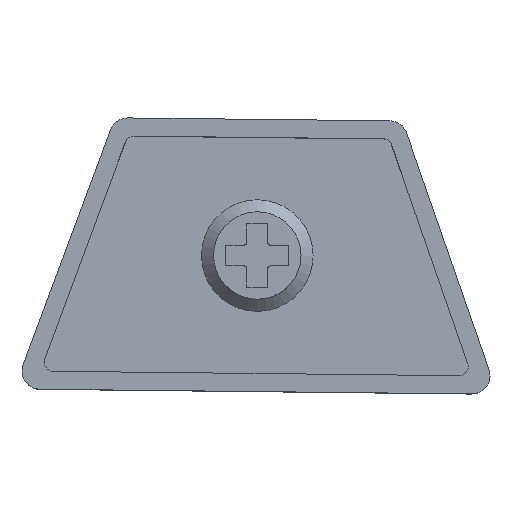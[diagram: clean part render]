
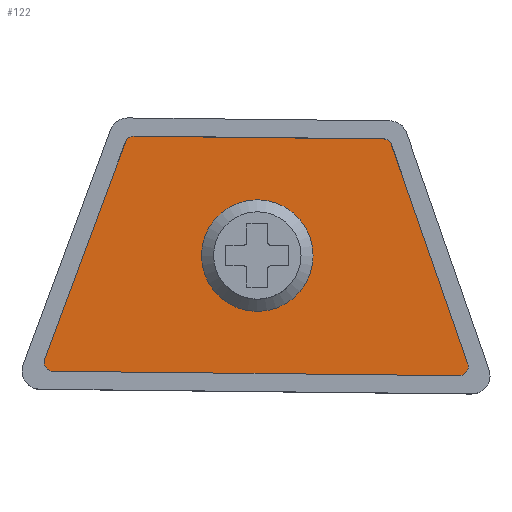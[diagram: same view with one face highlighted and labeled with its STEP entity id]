
A CAD part, top view. The second image highlights one B-rep face of the part: STEP entity #122.
In plain terms, the highlighted planar face has unit normal (0, 0, 1).
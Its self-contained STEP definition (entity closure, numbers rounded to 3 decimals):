
#27=CARTESIAN_POINT('',(-0.001,-23.998,18.8));
#28=DIRECTION('',(0.,0.,1.));
#29=DIRECTION('',(1.,-0.011,0.));
#30=AXIS2_PLACEMENT_3D('',#27,#28,#29);
#31=PLANE('',#30);
#32=CARTESIAN_POINT('',(13.377,-31.969,18.8));
#33=VERTEX_POINT('',#32);
#34=CARTESIAN_POINT('',(-13.549,-31.676,18.8));
#35=VERTEX_POINT('',#34);
#36=CARTESIAN_POINT('',(13.377,-31.969,18.8));
#37=DIRECTION('',(-1.,0.011,-0.));
#38=VECTOR('',#37,26.927);
#39=LINE('',#36,#38);
#40=EDGE_CURVE('',#33,#35,#39,.T.);
#41=ORIENTED_EDGE('',*,*,#40,.F.);
#42=CARTESIAN_POINT('',(13.95,-31.172,18.8));
#43=VERTEX_POINT('',#42);
#44=CARTESIAN_POINT('',(13.383,-31.37,18.8));
#45=DIRECTION('',(0.,0.,1.));
#46=DIRECTION('',(1.,-0.011,0.));
#47=AXIS2_PLACEMENT_3D('',#44,#45,#46);
#48=CIRCLE('',#47,0.6);
#49=EDGE_CURVE('',#33,#43,#48,.T.);
#50=ORIENTED_EDGE('',*,*,#49,.T.);
#51=CARTESIAN_POINT('',(8.904,-16.667,18.8));
#52=VERTEX_POINT('',#51);
#53=CARTESIAN_POINT('',(13.95,-31.172,18.8));
#54=DIRECTION('',(-0.329,0.944,0.));
#55=VECTOR('',#54,15.358);
#56=LINE('',#53,#55);
#57=EDGE_CURVE('',#43,#52,#56,.T.);
#58=ORIENTED_EDGE('',*,*,#57,.T.);
#59=CARTESIAN_POINT('',(8.344,-16.264,18.8));
#60=VERTEX_POINT('',#59);
#61=CARTESIAN_POINT('',(8.338,-16.864,18.8));
#62=DIRECTION('',(0.,0.,1.));
#63=DIRECTION('',(1.,-0.011,0.));
#64=AXIS2_PLACEMENT_3D('',#61,#62,#63);
#65=CIRCLE('',#64,0.6);
#66=EDGE_CURVE('',#52,#60,#65,.T.);
#67=ORIENTED_EDGE('',*,*,#66,.T.);
#68=CARTESIAN_POINT('',(-8.175,-16.083,18.8));
#69=VERTEX_POINT('',#68);
#70=CARTESIAN_POINT('',(8.344,-16.264,18.8));
#71=DIRECTION('',(-1.,0.011,-0.));
#72=VECTOR('',#71,16.52);
#73=LINE('',#70,#72);
#74=EDGE_CURVE('',#60,#69,#73,.T.);
#75=ORIENTED_EDGE('',*,*,#74,.T.);
#76=CARTESIAN_POINT('',(-8.744,-16.474,18.8));
#77=VERTEX_POINT('',#76);
#78=CARTESIAN_POINT('',(-8.181,-16.683,18.8));
#79=DIRECTION('',(0.,0.,1.));
#80=DIRECTION('',(1.,-0.011,0.));
#81=AXIS2_PLACEMENT_3D('',#78,#79,#80);
#82=CIRCLE('',#81,0.6);
#83=EDGE_CURVE('',#69,#77,#82,.T.);
#84=ORIENTED_EDGE('',*,*,#83,.T.);
#85=CARTESIAN_POINT('',(-14.105,-30.866,18.8));
#86=VERTEX_POINT('',#85);
#87=CARTESIAN_POINT('',(-8.744,-16.474,18.8));
#88=DIRECTION('',(-0.349,-0.937,0.));
#89=VECTOR('',#88,15.358);
#90=LINE('',#87,#89);
#91=EDGE_CURVE('',#77,#86,#90,.T.);
#92=ORIENTED_EDGE('',*,*,#91,.T.);
#93=CARTESIAN_POINT('',(-14.142,-31.069,18.8));
#94=VERTEX_POINT('',#93);
#95=CARTESIAN_POINT('',(-13.542,-31.076,18.8));
#96=DIRECTION('',(0.,0.,1.));
#97=DIRECTION('',(1.,-0.011,0.));
#98=AXIS2_PLACEMENT_3D('',#95,#96,#97);
#99=CIRCLE('',#98,0.6);
#100=EDGE_CURVE('',#86,#94,#99,.T.);
#101=ORIENTED_EDGE('',*,*,#100,.T.);
#102=CARTESIAN_POINT('',(-13.542,-31.076,18.8));
#103=DIRECTION('',(0.,0.,1.));
#104=DIRECTION('',(1.,-0.011,0.));
#105=AXIS2_PLACEMENT_3D('',#102,#103,#104);
#106=CIRCLE('',#105,0.6);
#107=EDGE_CURVE('',#94,#35,#106,.T.);
#108=ORIENTED_EDGE('',*,*,#107,.T.);
#109=EDGE_LOOP('',(#41,#50,#58,#67,#75,#84,#92,#101,#108));
#110=FACE_BOUND('',#109,.T.);
#111=CARTESIAN_POINT('',(-3.701,-23.998,18.8));
#112=VERTEX_POINT('',#111);
#113=CARTESIAN_POINT('',(-0.001,-23.998,18.8));
#114=DIRECTION('',(0.,0.,-1.));
#115=DIRECTION('',(-1.,0.,0.));
#116=AXIS2_PLACEMENT_3D('',#113,#114,#115);
#117=CIRCLE('',#116,3.7);
#118=EDGE_CURVE('',#112,#112,#117,.T.);
#119=ORIENTED_EDGE('',*,*,#118,.T.);
#120=EDGE_LOOP('',(#119));
#121=FACE_BOUND('',#120,.T.);
#122=ADVANCED_FACE('',(#110,#121),#31,.T.);
